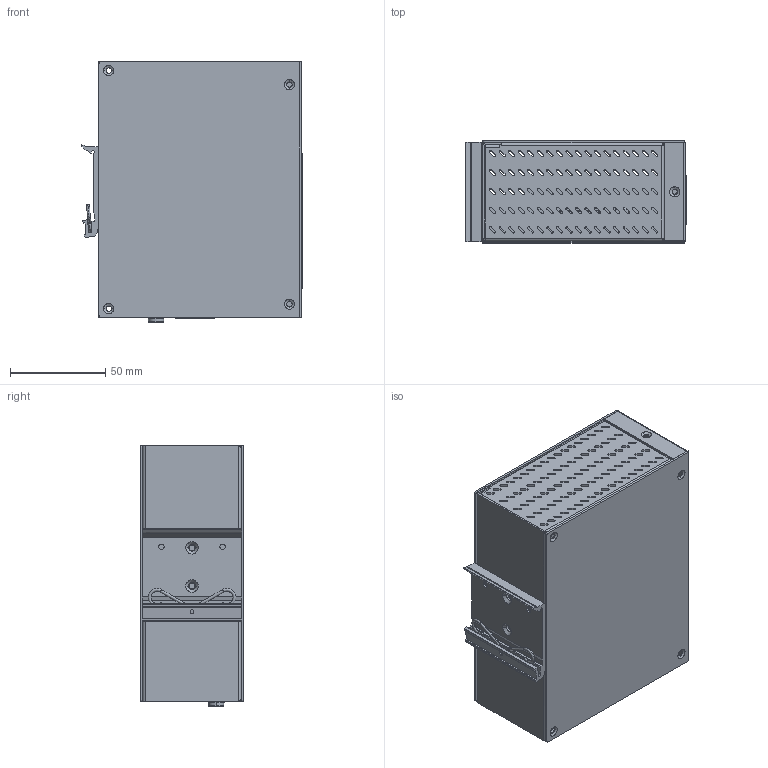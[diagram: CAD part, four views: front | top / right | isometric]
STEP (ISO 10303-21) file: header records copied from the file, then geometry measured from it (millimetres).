
FILE_DESCRIPTION((''),'2;1');
FILE_NAME('OPAL10_ASM_19_ASM_ASM','2022-03-11T',('jitianxu'),(''),'PRO/ENGINEER BY PARAMETRIC TECHNOLOGY CORPORATION, 2009360','PRO/ENGINEER BY PARAMETRIC TECHNOLOGY CORPORATION, 2009360','');
FILE_SCHEMA(('AUTOMOTIVE_DESIGN_CC2 { 1 2 10303 214 -1 1 5 2 }'));
Length unit declared in the file: millimetre
Products named in the file (14): DIKE_9; GAIBAN-OPAL10_14; 107022029-1-2RJ45-OPAL20-T_1; 106010001-BOMA-2_1; 107011520-4-508-JH-90_1; PCB-OPAL10-10G-MB_ASM_1_ASM_ASM; PCB-OPAL10-10G_ASM_1_ASM_ASM; OPAL10-M4-PDM_1; XINGCAI-52MM_33; KAHUANG-52MM_8; 000-KAGUIZUO-52MM_ASM_10_ASM_AS_ASM; 000-KAGUIZUO-52MM_ASM_ASM_ASM_A_ASM; KAGUIZUO-52MM-N_ASM; OPAL10_ASM_19_ASM_ASM
Assembly tree (16 placements, depth 5):
  OPAL10_ASM_19_ASM_ASM
    DIKE_9
    GAIBAN-OPAL10_14
    PCB-OPAL10-10G_ASM_1_ASM_ASM
      PCB-OPAL10-10G-MB_ASM_1_ASM_ASM
        107022029-1-2RJ45-OPAL20-T_1  x4
        106010001-BOMA-2_1
        107011520-4-508-JH-90_1
    OPAL10-M4-PDM_1
    KAGUIZUO-52MM-N_ASM
      000-KAGUIZUO-52MM_ASM_ASM_ASM_A_ASM
        000-KAGUIZUO-52MM_ASM_10_ASM_AS_ASM
          XINGCAI-52MM_33
          KAHUANG-52MM_8
Bounding box: 116 x 53.6 x 136.5 mm (x, y, z)
Volume: 103708.4 mm3; surface area: 136362.4 mm2
Topology: 11 solids, 11 shells, 1567 faces, 4340 edges, 2856 vertices
Faces by surface type: plane 1012, cylinder 494, cone 26, torus 22, bspline 12, extrusion 1
Entity records: 41643 total; most frequent: CARTESIAN_POINT 7508, DIRECTION 6743, ORIENTED_EDGE 6664, EDGE_CURVE 3332, VECTOR 2281, LINE 2280, AXIS2_PLACEMENT_3D 2231, VERTEX_POINT 2184
